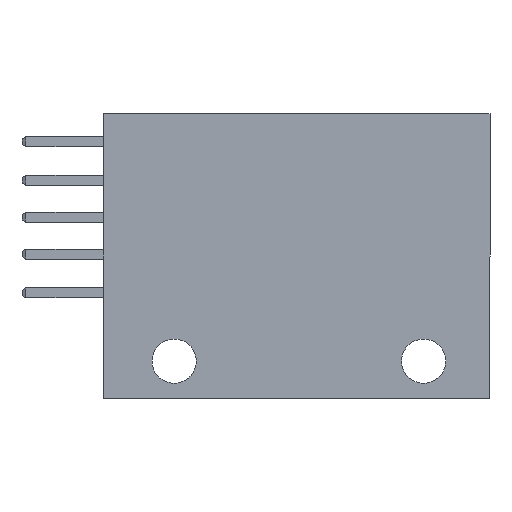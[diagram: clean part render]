
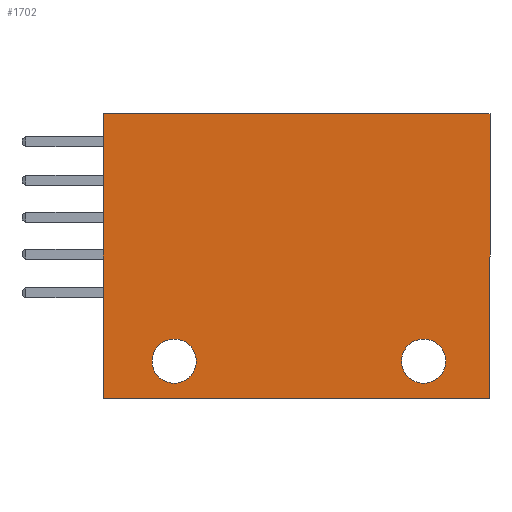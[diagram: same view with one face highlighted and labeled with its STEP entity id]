
A CAD part, front view. The second image highlights one B-rep face of the part: STEP entity #1702.
In plain terms, the highlighted planar face has unit normal (0, -1, 0).
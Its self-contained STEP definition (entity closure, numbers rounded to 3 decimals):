
#82 = PLANE ( 'NONE',  #4995 ) ;
#141 = EDGE_CURVE ( 'NONE', #3150, #2017, #4288, .T. ) ;
#145 = CARTESIAN_POINT ( 'NONE',  ( -11.15, 0., -7. ) ) ;
#200 = VERTEX_POINT ( 'NONE', #5776 ) ;
#238 = ORIENTED_EDGE ( 'NONE', *, *, #141, .T. ) ;
#301 = CARTESIAN_POINT ( 'NONE',  ( -11.15, 0., -8.5 ) ) ;
#608 = FACE_OUTER_BOUND ( 'NONE', #6421, .T. ) ;
#723 = VECTOR ( 'NONE', #5495, 1000. ) ;
#740 = DIRECTION ( 'NONE',  ( 0., 0., 1. ) ) ;
#783 = EDGE_CURVE ( 'NONE', #200, #1003, #2141, .T. ) ;
#790 = DIRECTION ( 'NONE',  ( 0., 1., 0. ) ) ;
#800 = DIRECTION ( 'NONE',  ( 0., 0., 1. ) ) ;
#820 = VERTEX_POINT ( 'NONE', #2819 ) ;
#903 = CARTESIAN_POINT ( 'NONE',  ( -15.95, 0., -11. ) ) ;
#956 = ORIENTED_EDGE ( 'NONE', *, *, #783, .T. ) ;
#991 = DIRECTION ( 'NONE',  ( 0., 1., 0. ) ) ;
#1003 = VERTEX_POINT ( 'NONE', #6780 ) ;
#1017 = DIRECTION ( 'NONE',  ( 0., 0., 1. ) ) ;
#1051 = ORIENTED_EDGE ( 'NONE', *, *, #6010, .F. ) ;
#1104 = AXIS2_PLACEMENT_3D ( 'NONE', #301, #790, #3012 ) ;
#1192 = ORIENTED_EDGE ( 'NONE', *, *, #2107, .F. ) ;
#1270 = CARTESIAN_POINT ( 'NONE',  ( -15.95, 0., 8.25 ) ) ;
#1278 = DIRECTION ( 'NONE',  ( 0., 0., 1. ) ) ;
#1392 = EDGE_CURVE ( 'NONE', #2536, #5284, #1953, .T. ) ;
#1519 = EDGE_LOOP ( 'NONE', ( #238, #5312 ) ) ;
#1635 = CIRCLE ( 'NONE', #4004, 1.5 ) ;
#1702 = ADVANCED_FACE ( 'NONE', ( #608, #3419, #2791 ), #82, .F. ) ;
#1933 = DIRECTION ( 'NONE',  ( 0., 1., 0. ) ) ;
#1953 = LINE ( 'NONE', #4674, #6014 ) ;
#2017 = VERTEX_POINT ( 'NONE', #145 ) ;
#2047 = ORIENTED_EDGE ( 'NONE', *, *, #1392, .F. ) ;
#2093 = EDGE_CURVE ( 'NONE', #1003, #200, #4885, .T. ) ;
#2107 = EDGE_CURVE ( 'NONE', #4074, #2536, #2986, .T. ) ;
#2141 = CIRCLE ( 'NONE', #6102, 1.5 ) ;
#2311 = EDGE_CURVE ( 'NONE', #5284, #820, #5891, .T. ) ;
#2377 = ORIENTED_EDGE ( 'NONE', *, *, #2093, .T. ) ;
#2536 = VERTEX_POINT ( 'NONE', #5288 ) ;
#2789 = EDGE_LOOP ( 'NONE', ( #2377, #956 ) ) ;
#2791 = FACE_BOUND ( 'NONE', #2789, .T. ) ;
#2819 = CARTESIAN_POINT ( 'NONE',  ( -15.95, 0., 8.25 ) ) ;
#2986 = LINE ( 'NONE', #6743, #5085 ) ;
#3012 = DIRECTION ( 'NONE',  ( 0., 0., 1. ) ) ;
#3150 = VERTEX_POINT ( 'NONE', #4457 ) ;
#3400 = DIRECTION ( 'NONE',  ( 0., 0., 1. ) ) ;
#3419 = FACE_BOUND ( 'NONE', #1519, .T. ) ;
#3525 = CARTESIAN_POINT ( 'NONE',  ( 10.25, 0., 8.25 ) ) ;
#3566 = CARTESIAN_POINT ( 'NONE',  ( -15.95, 0., -11. ) ) ;
#4004 = AXIS2_PLACEMENT_3D ( 'NONE', #6634, #6664, #3400 ) ;
#4046 = CARTESIAN_POINT ( 'NONE',  ( 5.75, 0., -8.5 ) ) ;
#4074 = VERTEX_POINT ( 'NONE', #3525 ) ;
#4200 = VECTOR ( 'NONE', #1017, 1000. ) ;
#4288 = CIRCLE ( 'NONE', #1104, 1.5 ) ;
#4311 = AXIS2_PLACEMENT_3D ( 'NONE', #4046, #5094, #800 ) ;
#4457 = CARTESIAN_POINT ( 'NONE',  ( -11.15, 0., -10. ) ) ;
#4674 = CARTESIAN_POINT ( 'NONE',  ( -15.95, 0., -11. ) ) ;
#4723 = EDGE_CURVE ( 'NONE', #2017, #3150, #1635, .T. ) ;
#4885 = CIRCLE ( 'NONE', #4311, 1.5 ) ;
#4995 = AXIS2_PLACEMENT_3D ( 'NONE', #6785, #1933, #740 ) ;
#5085 = VECTOR ( 'NONE', #6807, 1000. ) ;
#5094 = DIRECTION ( 'NONE',  ( 0., 1., 0. ) ) ;
#5284 = VERTEX_POINT ( 'NONE', #3566 ) ;
#5288 = CARTESIAN_POINT ( 'NONE',  ( 10.25, 0., -11. ) ) ;
#5312 = ORIENTED_EDGE ( 'NONE', *, *, #4723, .T. ) ;
#5410 = ORIENTED_EDGE ( 'NONE', *, *, #2311, .F. ) ;
#5495 = DIRECTION ( 'NONE',  ( 1., 0., 0. ) ) ;
#5776 = CARTESIAN_POINT ( 'NONE',  ( 5.75, 0., -7. ) ) ;
#5867 = CARTESIAN_POINT ( 'NONE',  ( 5.75, 0., -8.5 ) ) ;
#5891 = LINE ( 'NONE', #903, #4200 ) ;
#6010 = EDGE_CURVE ( 'NONE', #820, #4074, #6637, .T. ) ;
#6014 = VECTOR ( 'NONE', #6233, 1000. ) ;
#6102 = AXIS2_PLACEMENT_3D ( 'NONE', #5867, #991, #1278 ) ;
#6233 = DIRECTION ( 'NONE',  ( -1., 0., 0. ) ) ;
#6421 = EDGE_LOOP ( 'NONE', ( #1192, #1051, #5410, #2047 ) ) ;
#6634 = CARTESIAN_POINT ( 'NONE',  ( -11.15, 0., -8.5 ) ) ;
#6637 = LINE ( 'NONE', #1270, #723 ) ;
#6664 = DIRECTION ( 'NONE',  ( 0., 1., 0. ) ) ;
#6743 = CARTESIAN_POINT ( 'NONE',  ( 10.25, 0., -11. ) ) ;
#6780 = CARTESIAN_POINT ( 'NONE',  ( 5.75, 0., -10. ) ) ;
#6785 = CARTESIAN_POINT ( 'NONE',  ( 0., 0., 0. ) ) ;
#6807 = DIRECTION ( 'NONE',  ( 0., 0., -1. ) ) ;
